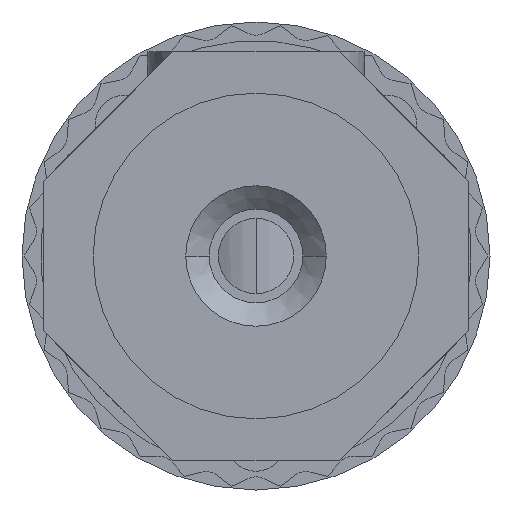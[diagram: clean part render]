
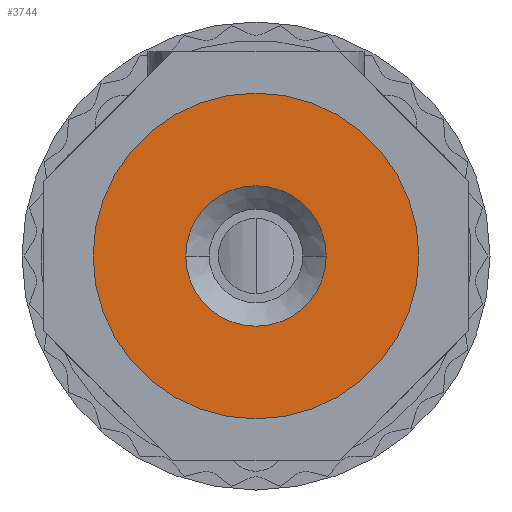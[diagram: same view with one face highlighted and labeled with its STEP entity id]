
A CAD part, front view. The second image highlights one B-rep face of the part: STEP entity #3744.
In plain terms, the highlighted planar face has unit normal (0, -1, 0).
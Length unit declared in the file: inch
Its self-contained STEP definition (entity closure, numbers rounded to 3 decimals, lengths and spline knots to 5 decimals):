
#1357=CARTESIAN_POINT('',(0.,0.,0.));
#1358=DIRECTION('',(0.,1.,0.));
#1359=DIRECTION('',(1.,0.,0.));
#1360=AXIS2_PLACEMENT_3D('',#1357,#1358,#1359);
#1362=CARTESIAN_POINT('',(0.,0.,0.));
#1363=DIRECTION('',(0.,-1.,0.));
#1364=DIRECTION('',(1.,0.,0.));
#1365=AXIS2_PLACEMENT_3D('',#1362,#1363,#1364);
#1367=CARTESIAN_POINT('',(0.,0.,0.));
#1368=DIRECTION('',(0.,1.,0.));
#1369=DIRECTION('',(1.,0.,0.));
#1370=AXIS2_PLACEMENT_3D('',#1367,#1368,#1369);
#1372=CARTESIAN_POINT('',(0.,0.,0.));
#1373=DIRECTION('',(0.,1.,0.));
#1374=DIRECTION('',(-1.,0.,0.));
#1375=AXIS2_PLACEMENT_3D('',#1372,#1373,#1374);
#1513=CARTESIAN_POINT('',(0.435,0.,0.));
#1515=VERTEX_POINT('',#1513);
#1523=CARTESIAN_POINT('',(-0.435,0.,0.));
#1525=VERTEX_POINT('',#1523);
#1549=CARTESIAN_POINT('',(0.1875,0.,0.));
#1550=CARTESIAN_POINT('',(-0.1875,0.,0.));
#1551=VERTEX_POINT('',#1549);
#1552=VERTEX_POINT('',#1550);
#3729=CARTESIAN_POINT('',(0.,0.,0.));
#3730=DIRECTION('',(0.,-1.,0.));
#3731=DIRECTION('',(-1.,0.,0.));
#3732=AXIS2_PLACEMENT_3D('',#3729,#3730,#3731);
#3733=PLANE('',#3732);
#3734=ORIENTED_EDGE('',*,*,#3722,.F.);
#3735=ORIENTED_EDGE('',*,*,#3711,.T.);
#3736=EDGE_LOOP('',(#3734,#3735));
#3737=FACE_OUTER_BOUND('',#3736,.F.);
#3739=ORIENTED_EDGE('',*,*,#3738,.F.);
#3741=ORIENTED_EDGE('',*,*,#3740,.F.);
#3742=EDGE_LOOP('',(#3739,#3741));
#3743=FACE_BOUND('',#3742,.F.);
#3744=ADVANCED_FACE('',(#3737,#3743),#3733,.T.);
#1361=CIRCLE('',#1360,0.435);
#1366=CIRCLE('',#1365,0.435);
#1371=CIRCLE('',#1370,0.1875);
#1376=CIRCLE('',#1375,0.1875);
#3711=EDGE_CURVE('',#1515,#1525,#1361,.T.);
#3722=EDGE_CURVE('',#1515,#1525,#1366,.T.);
#3738=EDGE_CURVE('',#1551,#1552,#1371,.T.);
#3740=EDGE_CURVE('',#1552,#1551,#1376,.T.);
